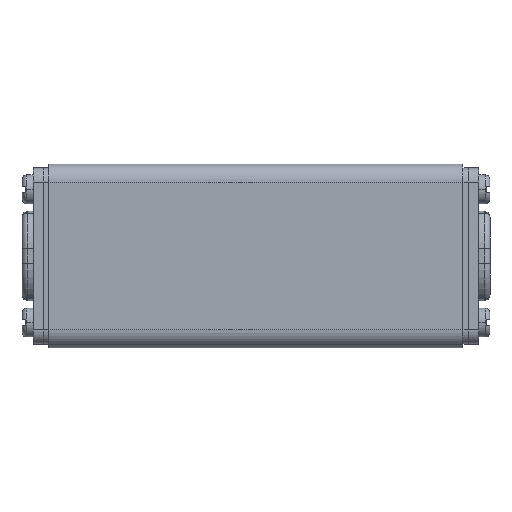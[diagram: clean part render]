
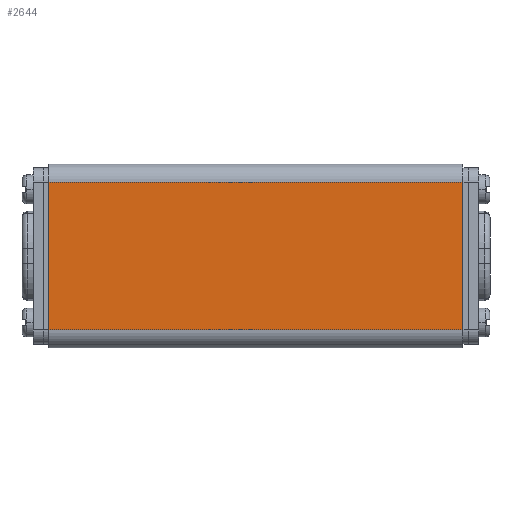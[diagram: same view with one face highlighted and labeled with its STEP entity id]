
A CAD part, left-side view. The second image highlights one B-rep face of the part: STEP entity #2644.
In plain terms, the highlighted face is planar.
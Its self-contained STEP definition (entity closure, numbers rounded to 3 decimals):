
#368=DIRECTION('',(1.,0.,0.));
#369=VECTOR('',#368,41.);
#370=CARTESIAN_POINT('',(-20.5,-25.5,-57.5));
#371=LINE('',#370,#369);
#812=DIRECTION('',(0.,0.,-1.));
#813=VECTOR('',#812,115.);
#814=CARTESIAN_POINT('',(20.5,-25.5,57.5));
#815=LINE('',#814,#813);
#819=DIRECTION('',(0.,0.,-1.));
#820=VECTOR('',#819,115.);
#821=CARTESIAN_POINT('',(-20.5,-25.5,57.5));
#822=LINE('',#821,#820);
#877=DIRECTION('',(1.,0.,0.));
#878=VECTOR('',#877,41.);
#879=CARTESIAN_POINT('',(-20.5,-25.5,57.5));
#880=LINE('',#879,#878);
#2149=CARTESIAN_POINT('',(20.5,-25.5,-57.5));
#2151=VERTEX_POINT('',#2149);
#2152=CARTESIAN_POINT('',(20.5,-25.5,57.5));
#2153=VERTEX_POINT('',#2152);
#2156=CARTESIAN_POINT('',(-20.5,-25.5,-57.5));
#2158=VERTEX_POINT('',#2156);
#2162=CARTESIAN_POINT('',(-20.5,-25.5,57.5));
#2163=VERTEX_POINT('',#2162);
#2631=CARTESIAN_POINT('',(-25.5,-25.5,-57.5));
#2632=DIRECTION('',(0.,-1.,0.));
#2633=DIRECTION('',(1.,0.,0.));
#2634=AXIS2_PLACEMENT_3D('',#2631,#2632,#2633);
#2635=PLANE('',#2634);
#2636=ORIENTED_EDGE('',*,*,#2616,.T.);
#2637=ORIENTED_EDGE('',*,*,#2431,.F.);
#2639=ORIENTED_EDGE('',*,*,#2638,.F.);
#2641=ORIENTED_EDGE('',*,*,#2640,.T.);
#2642=EDGE_LOOP('',(#2636,#2637,#2639,#2641));
#2643=FACE_OUTER_BOUND('',#2642,.F.);
#2431=EDGE_CURVE('',#2158,#2151,#371,.T.);
#2616=EDGE_CURVE('',#2153,#2151,#815,.T.);
#2638=EDGE_CURVE('',#2163,#2158,#822,.T.);
#2640=EDGE_CURVE('',#2163,#2153,#880,.T.);
#2644=ADVANCED_FACE('',(#2643),#2635,.T.);
